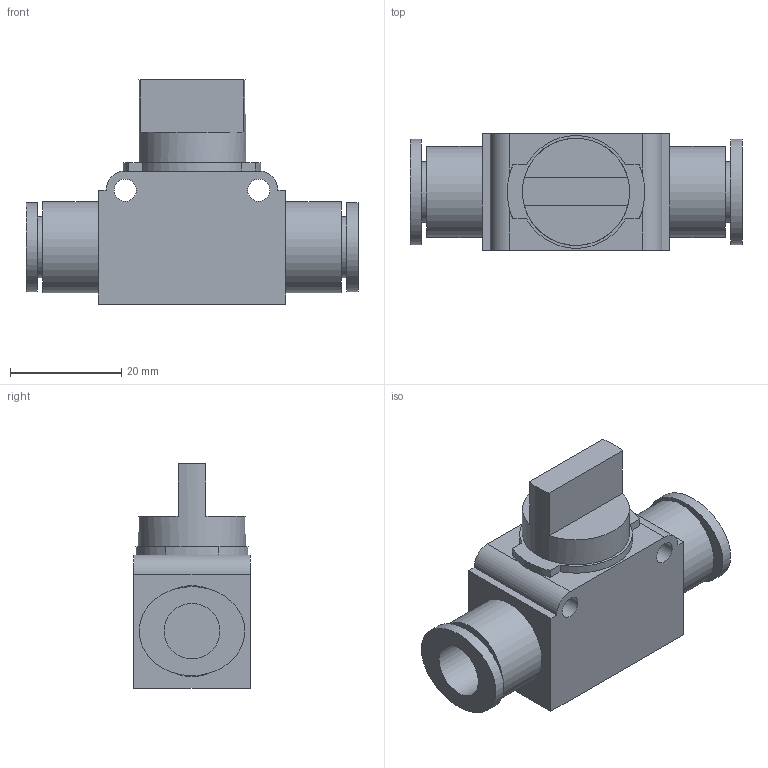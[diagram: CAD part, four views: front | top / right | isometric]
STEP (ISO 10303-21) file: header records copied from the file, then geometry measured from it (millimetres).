
FILE_DESCRIPTION(/* description */ ('Unknown'),/* implementation_level */ '2;1');
FILE_NAME(/* name */ 'BALPAL.10',/* time_stamp */ '2019-02-13T09:20:47-05:00',/* author */ ('Unknown'),/* organization */ ('Unknown'),/* preprocessor_version */ 'ST-DEVELOPER v16.7',/* originating_system */ 'DEX',/* authorisation */ $);
FILE_SCHEMA (('AUTOMOTIVE_DESIGN {1 0 10303 214 3 1 1}'));
Length unit declared in the file: millimetre
Products named in the file (1): BALPAL.10
Bounding box: 59.75 x 21 x 40.34 mm (x, y, z)
Volume: 22984.4 mm3; surface area: 7842.9 mm2
Topology: 1 solids, 1 shells, 46 faces, 101 edges, 66 vertices
Faces by surface type: plane 29, cylinder 15, bspline 2
Full cylindrical faces by diameter (mm): 4 x2, 10 x2, 11 x2, 16.4 x2, 19.3 x1
Entity records: 1633 total; most frequent: CARTESIAN_POINT 275, DIRECTION 220, ORIENTED_EDGE 178, EDGE_CURVE 89, AXIS2_PLACEMENT_3D 86, EDGE_LOOP 70, FACE_BOUND 70, VERTEX_POINT 65
